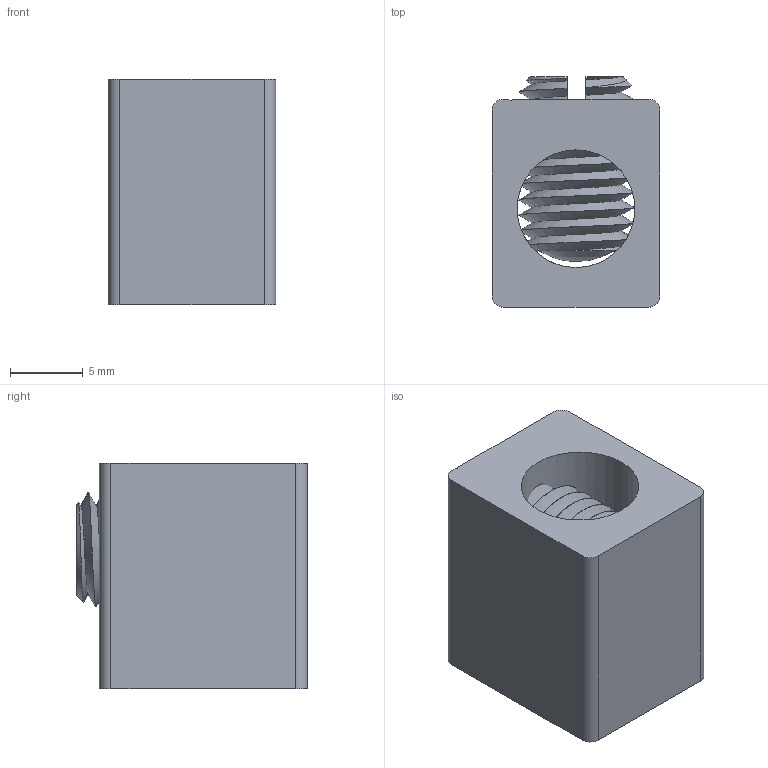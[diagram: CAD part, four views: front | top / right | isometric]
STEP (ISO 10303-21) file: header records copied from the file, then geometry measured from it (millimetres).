
FILE_DESCRIPTION(/* description */ (''),/* implementation_level */ '2;1');
FILE_NAME(/* name */ 'B2D-PCB-SMT.stp',/* time_stamp */ '2025-07-29T11:28:37-04:00',/* author */ ('cridley'),/* organization */ (''),/* preprocessor_version */ 'ST-DEVELOPER v19.2',/* originating_system */ 'Autodesk Inventor 2024',/* authorisation */ '');
FILE_SCHEMA (('AUTOMOTIVE_DESIGN { 1 0 10303 214 3 1 1 }'));
Length unit declared in the file: inch
Products named in the file (3): B2D-PCB-SMT; 10850S PART1; B2D-PCB-SMT_1
Assembly tree (2 placements, depth 2):
  B2D-PCB-SMT
    10850S PART1
    B2D-PCB-SMT_1
Bounding box: 11.51 x 15.84 x 15.49 mm (x, y, z)
Volume: 2043.9 mm3; surface area: 2026 mm2
Topology: 2 solids, 2 shells, 54 faces, 142 edges, 95 vertices
Faces by surface type: cylinder 22, plane 18, bspline 9, cone 4, sphere 1
Full cylindrical faces by diameter (mm): 6.782 x1, 7.91 x4, 8.077 x1
Entity records: 3294 total; most frequent: CARTESIAN_POINT 1964, ORIENTED_EDGE 282, DIRECTION 200, EDGE_CURVE 141, VERTEX_POINT 94, AXIS2_PLACEMENT_3D 74, EDGE_LOOP 61, B_SPLINE_CURVE_WITH_KNOTS 61
